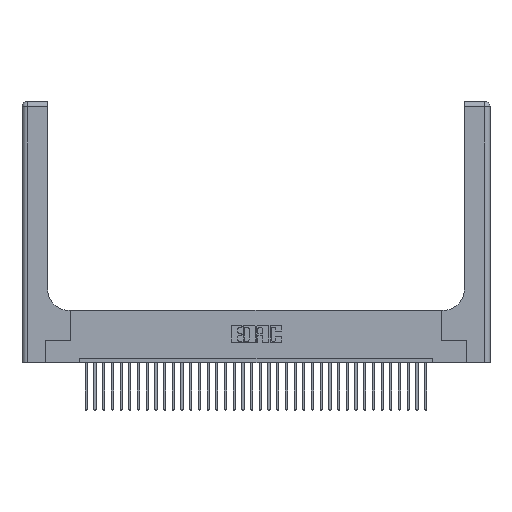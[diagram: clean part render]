
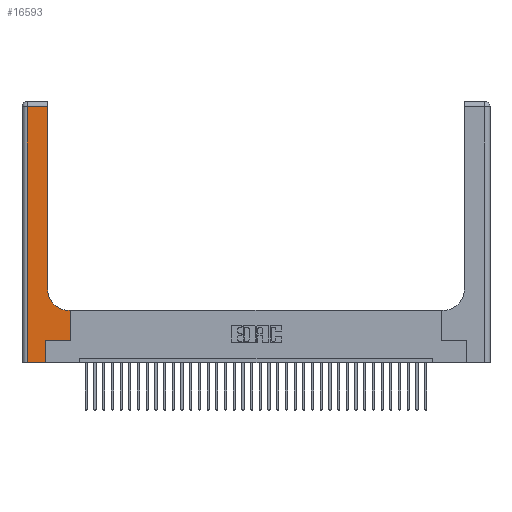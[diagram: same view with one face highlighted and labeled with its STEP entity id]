
A CAD part, top view. The second image highlights one B-rep face of the part: STEP entity #16593.
In plain terms, the highlighted planar face has unit normal (0, 0, 1).
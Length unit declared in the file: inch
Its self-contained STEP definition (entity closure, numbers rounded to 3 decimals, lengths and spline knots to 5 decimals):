
#65 = VERTEX_POINT ( 'NONE', #31956 ) ;
#97 = CARTESIAN_POINT ( 'NONE',  ( 0.269, 0., 0.37 ) ) ;
#301 = EDGE_CURVE ( 'NONE', #65, #10074, #683, .T. ) ;
#683 = LINE ( 'NONE', #3598, #30718 ) ;
#863 = ORIENTED_EDGE ( 'NONE', *, *, #24186, .T. ) ;
#1833 = DIRECTION ( 'NONE',  ( 1., 0., 0. ) ) ;
#3136 = CARTESIAN_POINT ( 'NONE',  ( 0.5585, 0.25, 0.37 ) ) ;
#3570 = CARTESIAN_POINT ( 'NONE',  ( 0.06, 2.94, 0.37 ) ) ;
#3598 = CARTESIAN_POINT ( 'NONE',  ( 0.2915, 3., 0.37 ) ) ;
#3733 = PLANE ( 'NONE',  #33852 ) ;
#3860 = VERTEX_POINT ( 'NONE', #16217 ) ;
#4069 = CARTESIAN_POINT ( 'NONE',  ( 0.269, 0., 0.37 ) ) ;
#4278 = EDGE_CURVE ( 'NONE', #33380, #32976, #30968, .T. ) ;
#4318 = VECTOR ( 'NONE', #12345, 39.37008 ) ;
#5474 = EDGE_CURVE ( 'NONE', #10074, #9202, #13705, .T. ) ;
#6078 = LINE ( 'NONE', #7642, #12975 ) ;
#6769 = ORIENTED_EDGE ( 'NONE', *, *, #30575, .T. ) ;
#6930 = ORIENTED_EDGE ( 'NONE', *, *, #4278, .T. ) ;
#6949 = CARTESIAN_POINT ( 'NONE',  ( 0., 3., 0.37 ) ) ;
#7041 = ORIENTED_EDGE ( 'NONE', *, *, #32977, .T. ) ;
#7124 = CARTESIAN_POINT ( 'NONE',  ( 0., 0., 0.37 ) ) ;
#7642 = CARTESIAN_POINT ( 'NONE',  ( 0.269, 0.25, 0.37 ) ) ;
#7822 = EDGE_CURVE ( 'NONE', #18954, #3860, #29343, .T. ) ;
#8222 = VECTOR ( 'NONE', #25316, 39.37008 ) ;
#9202 = VERTEX_POINT ( 'NONE', #3570 ) ;
#9783 = LINE ( 'NONE', #7124, #29963 ) ;
#10074 = VERTEX_POINT ( 'NONE', #14616 ) ;
#12197 = DIRECTION ( 'NONE',  ( 0., 0., -1. ) ) ;
#12345 = DIRECTION ( 'NONE',  ( -1., 0., 0. ) ) ;
#12580 = CARTESIAN_POINT ( 'NONE',  ( 0.5585, 0.25, 0.37 ) ) ;
#12761 = DIRECTION ( 'NONE',  ( 0., -1., 0. ) ) ;
#12890 = VECTOR ( 'NONE', #12761, 39.37008 ) ;
#12975 = VECTOR ( 'NONE', #1833, 39.37008 ) ;
#13544 = CIRCLE ( 'NONE', #31164, 0.25 ) ;
#13705 = LINE ( 'NONE', #20586, #4318 ) ;
#14616 = CARTESIAN_POINT ( 'NONE',  ( 0.2915, 2.94, 0.37 ) ) ;
#14687 = VECTOR ( 'NONE', #31263, 39.37008 ) ;
#15070 = DIRECTION ( 'NONE',  ( 1., 0., 0. ) ) ;
#15156 = LINE ( 'NONE', #28556, #8222 ) ;
#16217 = CARTESIAN_POINT ( 'NONE',  ( 0.5585, 0.6, 0.37 ) ) ;
#16593 = ADVANCED_FACE ( 'NONE', ( #26694 ), #3733, .F. ) ;
#16869 = ORIENTED_EDGE ( 'NONE', *, *, #7822, .T. ) ;
#17077 = VERTEX_POINT ( 'NONE', #20293 ) ;
#17627 = DIRECTION ( 'NONE',  ( 0., 1., 0. ) ) ;
#18954 = VERTEX_POINT ( 'NONE', #3136 ) ;
#20032 = ORIENTED_EDGE ( 'NONE', *, *, #24993, .T. ) ;
#20242 = LINE ( 'NONE', #26296, #12890 ) ;
#20293 = CARTESIAN_POINT ( 'NONE',  ( 0.06, 0., 0.37 ) ) ;
#20452 = DIRECTION ( 'NONE',  ( 0., 0., -1. ) ) ;
#20586 = CARTESIAN_POINT ( 'NONE',  ( 0., 2.94, 0.37 ) ) ;
#21972 = CARTESIAN_POINT ( 'NONE',  ( 0.5415, 0.6, 0.37 ) ) ;
#22737 = ORIENTED_EDGE ( 'NONE', *, *, #301, .T. ) ;
#24186 = EDGE_CURVE ( 'NONE', #9202, #17077, #20242, .T. ) ;
#24993 = EDGE_CURVE ( 'NONE', #17077, #33380, #9783, .T. ) ;
#25316 = DIRECTION ( 'NONE',  ( -1., 0., 0. ) ) ;
#25535 = DIRECTION ( 'NONE',  ( 0., 1., 0. ) ) ;
#25813 = CARTESIAN_POINT ( 'NONE',  ( 0.269, 0.25, 0.37 ) ) ;
#26296 = CARTESIAN_POINT ( 'NONE',  ( 0.06, 3., 0.37 ) ) ;
#26349 = VERTEX_POINT ( 'NONE', #21972 ) ;
#26694 = FACE_OUTER_BOUND ( 'NONE', #29663, .T. ) ;
#27208 = VECTOR ( 'NONE', #17627, 39.37008 ) ;
#28350 = ORIENTED_EDGE ( 'NONE', *, *, #5474, .T. ) ;
#28556 = CARTESIAN_POINT ( 'NONE',  ( 0.2915, 0.6, 0.37 ) ) ;
#28796 = DIRECTION ( 'NONE',  ( -1., 0., 0. ) ) ;
#29104 = ORIENTED_EDGE ( 'NONE', *, *, #33137, .T. ) ;
#29343 = LINE ( 'NONE', #12580, #27208 ) ;
#29663 = EDGE_LOOP ( 'NONE', ( #22737, #28350, #863, #20032, #6930, #29104, #16869, #7041, #6769 ) ) ;
#29963 = VECTOR ( 'NONE', #15070, 39.37008 ) ;
#30575 = EDGE_CURVE ( 'NONE', #26349, #65, #13544, .T. ) ;
#30718 = VECTOR ( 'NONE', #25535, 39.37008 ) ;
#30968 = LINE ( 'NONE', #4069, #14687 ) ;
#31164 = AXIS2_PLACEMENT_3D ( 'NONE', #31411, #12197, #33827 ) ;
#31263 = DIRECTION ( 'NONE',  ( 0., 1., 0. ) ) ;
#31411 = CARTESIAN_POINT ( 'NONE',  ( 0.5415, 0.85, 0.37 ) ) ;
#31956 = CARTESIAN_POINT ( 'NONE',  ( 0.2915, 0.85, 0.37 ) ) ;
#32976 = VERTEX_POINT ( 'NONE', #25813 ) ;
#32977 = EDGE_CURVE ( 'NONE', #3860, #26349, #15156, .T. ) ;
#33137 = EDGE_CURVE ( 'NONE', #32976, #18954, #6078, .T. ) ;
#33380 = VERTEX_POINT ( 'NONE', #97 ) ;
#33827 = DIRECTION ( 'NONE',  ( 1., 0., 0. ) ) ;
#33852 = AXIS2_PLACEMENT_3D ( 'NONE', #6949, #20452, #28796 ) ;
